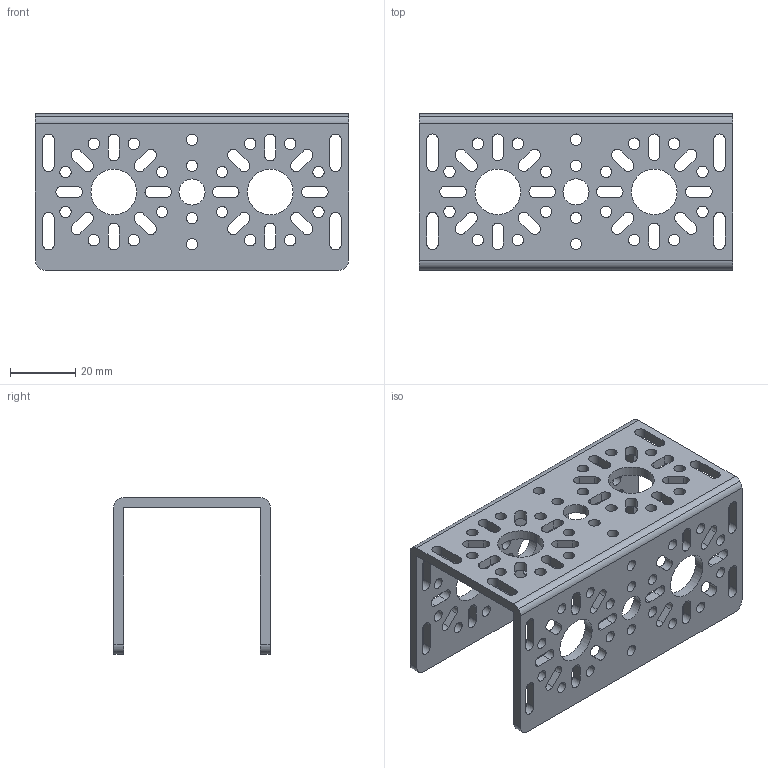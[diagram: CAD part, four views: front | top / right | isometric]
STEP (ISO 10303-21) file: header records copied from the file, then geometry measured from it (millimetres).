
FILE_DESCRIPTION (( 'STEP AP214' ), '1' );
FILE_NAME ('76017-96mm-u-channel.STEP', '2021-07-06T13:15:24', ( '' ), ( '' ), 'SwSTEP 2.0', 'SolidWorks 2021', '' );
FILE_SCHEMA (( 'AUTOMOTIVE_DESIGN' ));
Length unit declared in the file: millimetre
Products named in the file (1): 76017-96mm-u-channel
Bounding box: 96 x 48 x 48 mm (x, y, z)
Volume: 29293.3 mm3; surface area: 27811.6 mm2
Topology: 1 solids, 1 shells, 412 faces, 1230 edges, 820 vertices
Faces by surface type: cylinder 282, plane 130
Entity records: 14668 total; most frequent: DIRECTION 2620, CARTESIAN_POINT 2463, ORIENTED_EDGE 2460, EDGE_CURVE 1230, AXIS2_PLACEMENT_3D 977, VERTEX_POINT 820, EDGE_LOOP 670, VECTOR 666
